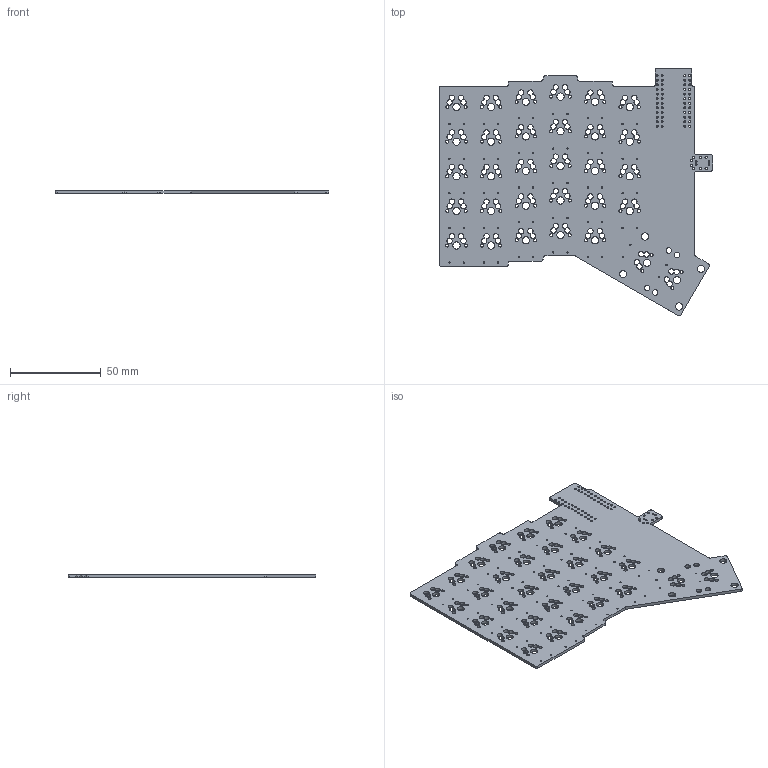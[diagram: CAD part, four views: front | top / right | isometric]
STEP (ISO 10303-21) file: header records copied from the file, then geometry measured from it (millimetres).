
FILE_DESCRIPTION(('KiCad electronic assembly'),'2;1');
FILE_NAME('keyboard.step','2021-07-02T21:34:40',('An Author'),( 'A Company'),'Open CASCADE STEP processor 6.9', 'KiCad to STEP converter','Unknown');
FILE_SCHEMA(('AUTOMOTIVE_DESIGN { 1 0 10303 214 1 1 1 1 }'));
Length unit declared in the file: millimetre
Products named in the file (2): Open CASCADE STEP translator 6.9 1; COMPOUND
Assembly tree (1 placements, depth 2):
  Open CASCADE STEP translator 6.9 1
    COMPOUND
Bounding box: 150.49 x 136.31 x 1.6 mm (x, y, z)
Volume: 21793.8 mm3; surface area: 31657.4 mm2
Topology: 1 solids, 1 shells, 548 faces, 1638 edges, 1092 vertices
Faces by surface type: cylinder 504, plane 44
Full cylindrical faces by diameter (mm): 0.7 x62, 0.8 x4, 1.092 x48, 1.7 x62, 3.048 x2, 3.05 x2, 3.98 x31, 3.988 x4
Entity records: 41159 total; most frequent: CARTESIAN_POINT 6928, DIRECTION 6650, ORIENTED_EDGE 3276, PCURVE 3276, DEFINITIONAL_REPRESENTATION 3276, LINE 2526, VECTOR 2526, CIRCLE 2016
